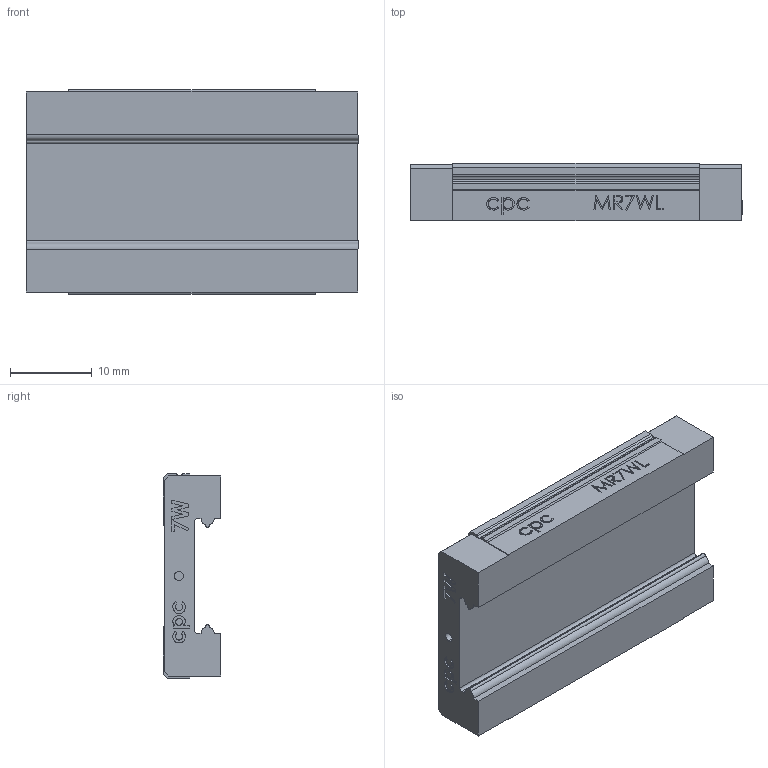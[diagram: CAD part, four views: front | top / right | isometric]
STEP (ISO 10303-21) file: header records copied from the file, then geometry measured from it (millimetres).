
FILE_DESCRIPTION (( 'STEP AP203' ), '1' );
FILE_NAME ('7WL-SS-block.STEP', '2009-07-30T09:35:04', ( 'cpc' ), ( '' ), 'SwSTEP 2.0', 'SolidWorks 2007', '' );
FILE_SCHEMA (( 'CONFIG_CONTROL_DESIGN' ));
Length unit declared in the file: millimetre
Products named in the file (1): 7WL-SS-block
Bounding box: 40.5 x 7 x 25 mm (x, y, z)
Volume: 4973.7 mm3; surface area: 3410.4 mm2
Topology: 1 solids, 1 shells, 406 faces, 1078 edges, 708 vertices
Faces by surface type: plane 251, bspline 106, cylinder 33, cone 16
Entity records: 18401 total; most frequent: CARTESIAN_POINT 8931, ORIENTED_EDGE 2140, DIRECTION 1534, EDGE_CURVE 1070, VECTOR 784, LINE 784, VERTEX_POINT 708, EDGE_LOOP 448
